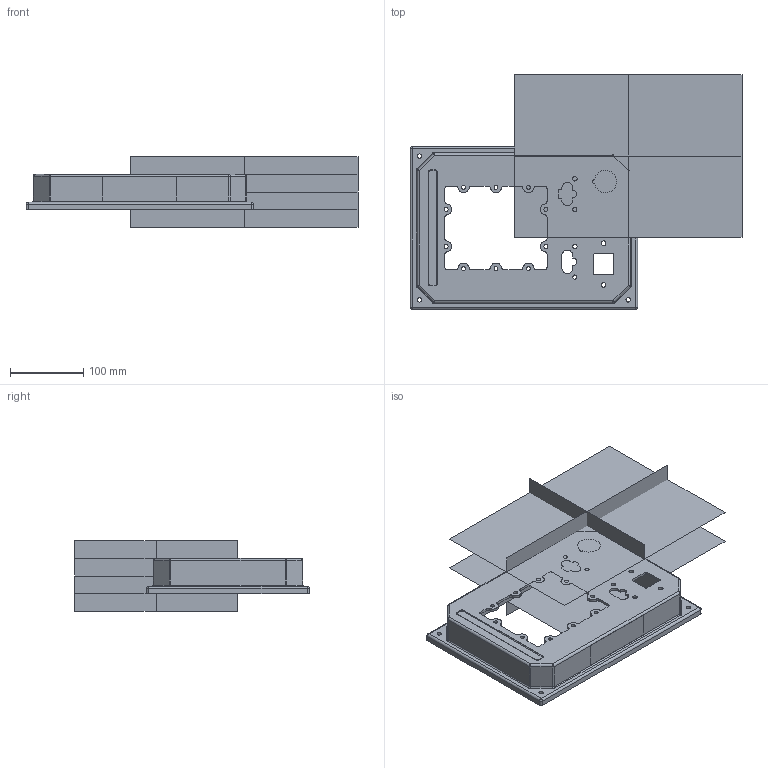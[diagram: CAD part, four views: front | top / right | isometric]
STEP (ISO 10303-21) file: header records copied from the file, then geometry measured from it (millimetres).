
FILE_DESCRIPTION(('FTC-08 geometry with PMI representation and/or presentation','from the NIST MBE PMI Validation and Conformance Testing Project','https://go.usa.gov/mGVm'),'2;1');
FILE_NAME('nist_ftc_08_asme1_ap242.stp','2016-12-19T16:03:21+01:00',(''),(''),'','','');
FILE_SCHEMA(('AP242_MANAGED_MODEL_BASED_3D_ENGINEERING_MIM_LF {1 0 10303 442 1 1 4 }'));
Length unit declared in the file: inch
Products named in the file (1): nist_ftc_08_asme1_rc.prt
Bounding box: 454.48 x 321.13 x 96.52 mm (x, y, z)
Volume: 503633 mm3; surface area: 385478.7 mm2
Topology: 1 solids, 8 shells, 254 faces, 824 edges, 746 vertices
Faces by surface type: cylinder 134, plane 88, sphere 20, torus 12
Full cylindrical faces by diameter (mm): 5.41 x10, 5.791 x2, 6.032 x4, 6.147 x2, 6.35 x2
Entity records: 13155 total; most frequent: DIRECTION 1957, CARTESIAN_POINT 1816, ORIENTED_EDGE 1260, AXIS2_PLACEMENT_3D 701, EDGE_CURVE 644, VECTOR 555, LINE 555, VERTEX_POINT 424
